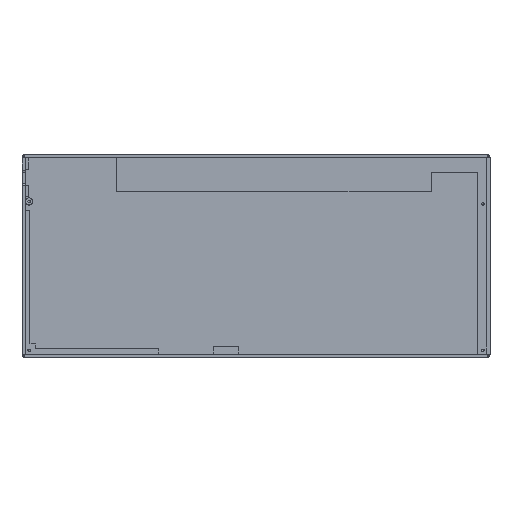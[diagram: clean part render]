
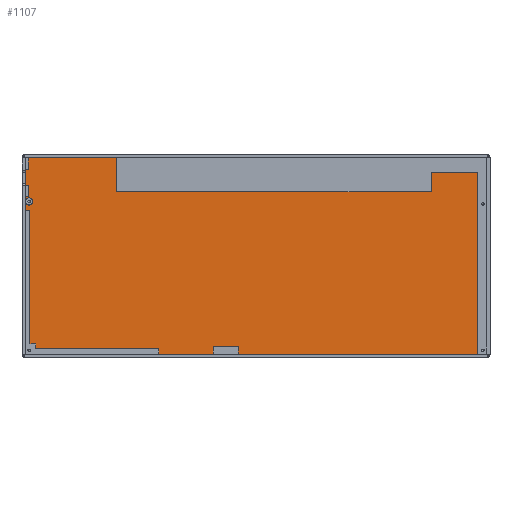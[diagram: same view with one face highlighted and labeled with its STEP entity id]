
A CAD part, top view. The second image highlights one B-rep face of the part: STEP entity #1107.
In plain terms, the highlighted planar face has unit normal (0, 0, 1).
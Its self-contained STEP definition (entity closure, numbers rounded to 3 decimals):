
#19=FACE_BOUND('',#143,.T.);
#37=PLANE('',#1180);
#83=FACE_OUTER_BOUND('',#142,.T.);
#142=EDGE_LOOP('',(#825,#826,#827,#828,#829,#830,#831,#832,#833,#834,#835,
#836,#837,#838,#839,#840,#841,#842,#843,#844,#845,#846,#847,#848));
#143=EDGE_LOOP('',(#849));
#223=LINE('',#1624,#353);
#227=LINE('',#1632,#357);
#237=LINE('',#1653,#367);
#238=LINE('',#1655,#368);
#239=LINE('',#1657,#369);
#240=LINE('',#1659,#370);
#241=LINE('',#1661,#371);
#242=LINE('',#1663,#372);
#243=LINE('',#1665,#373);
#244=LINE('',#1667,#374);
#245=LINE('',#1669,#375);
#246=LINE('',#1671,#376);
#247=LINE('',#1673,#377);
#248=LINE('',#1675,#378);
#249=LINE('',#1677,#379);
#250=LINE('',#1678,#380);
#251=LINE('',#1680,#381);
#252=LINE('',#1682,#382);
#253=LINE('',#1683,#383);
#254=LINE('',#1685,#384);
#255=LINE('',#1687,#385);
#256=LINE('',#1689,#386);
#257=LINE('',#1691,#387);
#258=LINE('',#1692,#388);
#353=VECTOR('',#1312,10.);
#357=VECTOR('',#1316,10.);
#367=VECTOR('',#1330,10.);
#368=VECTOR('',#1331,10.);
#369=VECTOR('',#1332,10.);
#370=VECTOR('',#1333,10.);
#371=VECTOR('',#1334,10.);
#372=VECTOR('',#1335,10.);
#373=VECTOR('',#1336,10.);
#374=VECTOR('',#1337,10.);
#375=VECTOR('',#1338,10.);
#376=VECTOR('',#1339,10.);
#377=VECTOR('',#1340,10.);
#378=VECTOR('',#1341,10.);
#379=VECTOR('',#1342,10.);
#380=VECTOR('',#1343,10.);
#381=VECTOR('',#1344,10.);
#382=VECTOR('',#1345,10.);
#383=VECTOR('',#1346,10.);
#384=VECTOR('',#1347,10.);
#385=VECTOR('',#1348,10.);
#386=VECTOR('',#1349,10.);
#387=VECTOR('',#1350,10.);
#388=VECTOR('',#1351,10.);
#475=CIRCLE('',#1181,2.25);
#516=VERTEX_POINT('',#1621);
#517=VERTEX_POINT('',#1623);
#520=VERTEX_POINT('',#1629);
#521=VERTEX_POINT('',#1631);
#529=VERTEX_POINT('',#1651);
#530=VERTEX_POINT('',#1652);
#531=VERTEX_POINT('',#1654);
#532=VERTEX_POINT('',#1656);
#533=VERTEX_POINT('',#1658);
#534=VERTEX_POINT('',#1660);
#535=VERTEX_POINT('',#1662);
#536=VERTEX_POINT('',#1664);
#537=VERTEX_POINT('',#1666);
#538=VERTEX_POINT('',#1668);
#539=VERTEX_POINT('',#1670);
#540=VERTEX_POINT('',#1672);
#541=VERTEX_POINT('',#1674);
#542=VERTEX_POINT('',#1676);
#543=VERTEX_POINT('',#1679);
#544=VERTEX_POINT('',#1681);
#545=VERTEX_POINT('',#1684);
#546=VERTEX_POINT('',#1686);
#547=VERTEX_POINT('',#1688);
#548=VERTEX_POINT('',#1690);
#549=VERTEX_POINT('',#1693);
#633=EDGE_CURVE('',#516,#517,#223,.T.);
#637=EDGE_CURVE('',#520,#521,#227,.T.);
#647=EDGE_CURVE('',#529,#530,#237,.T.);
#648=EDGE_CURVE('',#531,#529,#238,.T.);
#649=EDGE_CURVE('',#532,#531,#239,.T.);
#650=EDGE_CURVE('',#533,#532,#240,.T.);
#651=EDGE_CURVE('',#534,#533,#241,.T.);
#652=EDGE_CURVE('',#535,#534,#242,.T.);
#653=EDGE_CURVE('',#536,#535,#243,.T.);
#654=EDGE_CURVE('',#537,#536,#244,.T.);
#655=EDGE_CURVE('',#538,#537,#245,.T.);
#656=EDGE_CURVE('',#539,#538,#246,.T.);
#657=EDGE_CURVE('',#540,#539,#247,.T.);
#658=EDGE_CURVE('',#541,#540,#248,.T.);
#659=EDGE_CURVE('',#542,#541,#249,.T.);
#660=EDGE_CURVE('',#521,#542,#250,.T.);
#661=EDGE_CURVE('',#543,#520,#251,.T.);
#662=EDGE_CURVE('',#544,#543,#252,.T.);
#663=EDGE_CURVE('',#517,#544,#253,.T.);
#664=EDGE_CURVE('',#545,#516,#254,.T.);
#665=EDGE_CURVE('',#546,#545,#255,.T.);
#666=EDGE_CURVE('',#547,#546,#256,.T.);
#667=EDGE_CURVE('',#548,#547,#257,.T.);
#668=EDGE_CURVE('',#530,#548,#258,.T.);
#669=EDGE_CURVE('',#549,#549,#475,.T.);
#825=ORIENTED_EDGE('',*,*,#647,.F.);
#826=ORIENTED_EDGE('',*,*,#648,.F.);
#827=ORIENTED_EDGE('',*,*,#649,.F.);
#828=ORIENTED_EDGE('',*,*,#650,.F.);
#829=ORIENTED_EDGE('',*,*,#651,.F.);
#830=ORIENTED_EDGE('',*,*,#652,.F.);
#831=ORIENTED_EDGE('',*,*,#653,.F.);
#832=ORIENTED_EDGE('',*,*,#654,.F.);
#833=ORIENTED_EDGE('',*,*,#655,.F.);
#834=ORIENTED_EDGE('',*,*,#656,.F.);
#835=ORIENTED_EDGE('',*,*,#657,.F.);
#836=ORIENTED_EDGE('',*,*,#658,.F.);
#837=ORIENTED_EDGE('',*,*,#659,.F.);
#838=ORIENTED_EDGE('',*,*,#660,.F.);
#839=ORIENTED_EDGE('',*,*,#637,.F.);
#840=ORIENTED_EDGE('',*,*,#661,.F.);
#841=ORIENTED_EDGE('',*,*,#662,.F.);
#842=ORIENTED_EDGE('',*,*,#663,.F.);
#843=ORIENTED_EDGE('',*,*,#633,.F.);
#844=ORIENTED_EDGE('',*,*,#664,.F.);
#845=ORIENTED_EDGE('',*,*,#665,.F.);
#846=ORIENTED_EDGE('',*,*,#666,.F.);
#847=ORIENTED_EDGE('',*,*,#667,.F.);
#848=ORIENTED_EDGE('',*,*,#668,.F.);
#849=ORIENTED_EDGE('',*,*,#669,.F.);
#1107=ADVANCED_FACE('',(#83,#19),#37,.T.);
#1180=AXIS2_PLACEMENT_3D('',#1650,#1328,#1329);
#1181=AXIS2_PLACEMENT_3D('',#1694,#1352,#1353);
#1312=DIRECTION('',(0.,1.,0.));
#1316=DIRECTION('',(0.,1.,0.));
#1328=DIRECTION('center_axis',(0.,0.,1.));
#1329=DIRECTION('ref_axis',(1.,0.,0.));
#1330=DIRECTION('',(0.,1.,0.));
#1331=DIRECTION('',(-1.,0.,0.));
#1332=DIRECTION('',(0.,-1.,0.));
#1333=DIRECTION('',(-1.,0.,0.));
#1334=DIRECTION('',(0.,1.,0.));
#1335=DIRECTION('',(-1.,0.,0.));
#1336=DIRECTION('',(0.,-1.,0.));
#1337=DIRECTION('',(1.,0.,0.));
#1338=DIRECTION('',(0.,1.,0.));
#1339=DIRECTION('',(1.,0.,0.));
#1340=DIRECTION('',(0.,-1.,0.));
#1341=DIRECTION('',(1.,0.,0.));
#1342=DIRECTION('',(0.,1.,0.));
#1343=DIRECTION('',(1.,0.,0.));
#1344=DIRECTION('',(-1.,0.,0.));
#1345=DIRECTION('',(0.,1.,0.));
#1346=DIRECTION('',(1.,0.,0.));
#1347=DIRECTION('',(-1.,0.,0.));
#1348=DIRECTION('',(0.,1.,0.));
#1349=DIRECTION('',(-1.,0.,0.));
#1350=DIRECTION('',(0.,1.,0.));
#1351=DIRECTION('',(-1.,0.,0.));
#1352=DIRECTION('center_axis',(0.,0.,1.));
#1353=DIRECTION('ref_axis',(-1.,0.,0.));
#1621=CARTESIAN_POINT('',(-145.,28.75,3.25));
#1623=CARTESIAN_POINT('',(-145.,37.25,3.25));
#1624=CARTESIAN_POINT('',(-145.,-61.75,3.25));
#1629=CARTESIAN_POINT('',(-145.,44.25,3.25));
#1631=CARTESIAN_POINT('',(-145.,54.25,3.25));
#1632=CARTESIAN_POINT('',(-145.,-61.75,3.25));
#1650=CARTESIAN_POINT('Origin',(0.,0.,3.25));
#1651=CARTESIAN_POINT('',(-61.,-61.75,3.25));
#1652=CARTESIAN_POINT('',(-61.,-58.25,3.25));
#1653=CARTESIAN_POINT('',(-61.,-30.875,3.25));
#1654=CARTESIAN_POINT('',(-27.,-61.75,3.25));
#1655=CARTESIAN_POINT('',(145.,-61.75,3.25));
#1656=CARTESIAN_POINT('',(-27.,-56.75,3.25));
#1657=CARTESIAN_POINT('',(-27.,-28.375,3.25));
#1658=CARTESIAN_POINT('',(-11.,-56.75,3.25));
#1659=CARTESIAN_POINT('',(-5.5,-56.75,3.25));
#1660=CARTESIAN_POINT('',(-11.,-61.75,3.25));
#1661=CARTESIAN_POINT('',(-11.,-30.875,3.25));
#1662=CARTESIAN_POINT('',(139.,-61.75,3.25));
#1663=CARTESIAN_POINT('',(145.,-61.75,3.25));
#1664=CARTESIAN_POINT('',(139.,52.75,3.25));
#1665=CARTESIAN_POINT('',(139.,26.375,3.25));
#1666=CARTESIAN_POINT('',(110.,52.75,3.25));
#1667=CARTESIAN_POINT('',(55.,52.75,3.25));
#1668=CARTESIAN_POINT('',(110.,40.25,3.25));
#1669=CARTESIAN_POINT('',(110.,20.125,3.25));
#1670=CARTESIAN_POINT('',(-87.5,40.25,3.25));
#1671=CARTESIAN_POINT('',(-43.75,40.25,3.25));
#1672=CARTESIAN_POINT('',(-87.5,61.75,3.25));
#1673=CARTESIAN_POINT('',(-87.5,30.875,3.25));
#1674=CARTESIAN_POINT('',(-143.,61.75,3.25));
#1675=CARTESIAN_POINT('',(-145.,61.75,3.25));
#1676=CARTESIAN_POINT('',(-143.,54.25,3.25));
#1677=CARTESIAN_POINT('',(-143.,27.125,3.25));
#1678=CARTESIAN_POINT('',(-72.5,54.25,3.25));
#1679=CARTESIAN_POINT('',(-143.,44.25,3.25));
#1680=CARTESIAN_POINT('',(-71.5,44.25,3.25));
#1681=CARTESIAN_POINT('',(-143.,37.25,3.25));
#1682=CARTESIAN_POINT('',(-143.,18.625,3.25));
#1683=CARTESIAN_POINT('',(-72.5,37.25,3.25));
#1684=CARTESIAN_POINT('',(-142.,28.75,3.25));
#1685=CARTESIAN_POINT('',(-71.,28.75,3.25));
#1686=CARTESIAN_POINT('',(-142.,-55.25,3.25));
#1687=CARTESIAN_POINT('',(-142.,-27.625,3.25));
#1688=CARTESIAN_POINT('',(-138.5,-55.25,3.25));
#1689=CARTESIAN_POINT('',(-69.25,-55.25,3.25));
#1690=CARTESIAN_POINT('',(-138.5,-58.25,3.25));
#1691=CARTESIAN_POINT('',(-138.5,-29.125,3.25));
#1692=CARTESIAN_POINT('',(-30.5,-58.25,3.25));
#1693=CARTESIAN_POINT('',(-140.25,34.25,3.25));
#1694=CARTESIAN_POINT('Origin',(-142.5,34.25,3.25));
